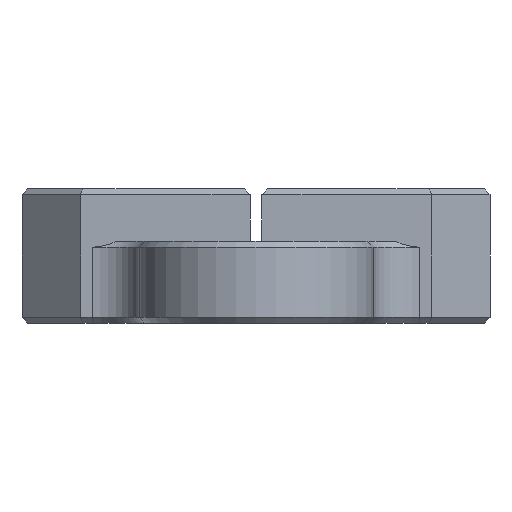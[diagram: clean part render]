
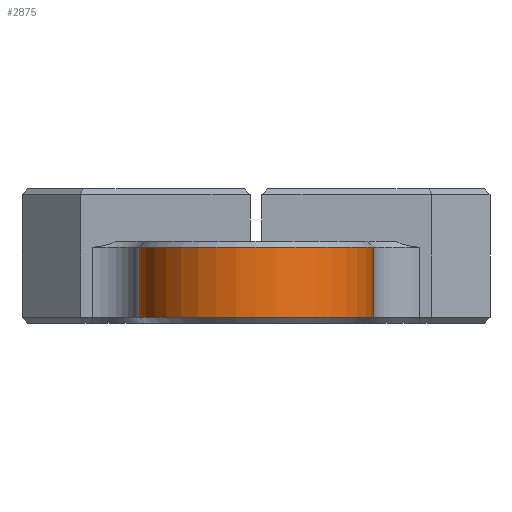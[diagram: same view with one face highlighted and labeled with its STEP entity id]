
A CAD part, front view. The second image highlights one B-rep face of the part: STEP entity #2875.
In plain terms, the highlighted cylindrical face has radius 10 mm (diameter 20 mm), a partial arc.
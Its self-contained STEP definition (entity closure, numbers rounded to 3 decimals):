
#139 = DIRECTION ( 'NONE',  ( -1., 0., 0. ) ) ;
#226 = AXIS2_PLACEMENT_3D ( 'NONE', #7250, #6673, #2679 ) ;
#394 = CARTESIAN_POINT ( 'NONE',  ( -10., -70., 0.5 ) ) ;
#616 = EDGE_LOOP ( 'NONE', ( #4833, #5805, #5737, #1939 ) ) ;
#740 = DIRECTION ( 'NONE',  ( 0., 0., -1. ) ) ;
#1074 = CIRCLE ( 'NONE', #3624, 10. ) ;
#1514 = DIRECTION ( 'NONE',  ( 0., 0., -1. ) ) ;
#1616 = CARTESIAN_POINT ( 'NONE',  ( 0., -70., 0.5 ) ) ;
#1939 = ORIENTED_EDGE ( 'NONE', *, *, #2644, .T. ) ;
#2453 = FACE_OUTER_BOUND ( 'NONE', #616, .T. ) ;
#2644 = EDGE_CURVE ( 'NONE', #4638, #4959, #7224, .T. ) ;
#2679 = DIRECTION ( 'NONE',  ( -1., 0., 0. ) ) ;
#2825 = VERTEX_POINT ( 'NONE', #5781 ) ;
#2875 = ADVANCED_FACE ( 'NONE', ( #2453 ), #6940, .T. ) ;
#3350 = EDGE_CURVE ( 'NONE', #5624, #2825, #1074, .T. ) ;
#3624 = AXIS2_PLACEMENT_3D ( 'NONE', #1616, #5608, #7380 ) ;
#4409 = LINE ( 'NONE', #6702, #5711 ) ;
#4638 = VERTEX_POINT ( 'NONE', #5845 ) ;
#4833 = ORIENTED_EDGE ( 'NONE', *, *, #6527, .T. ) ;
#4959 = VERTEX_POINT ( 'NONE', #5719 ) ;
#5263 = DIRECTION ( 'NONE',  ( 0., 0., -1. ) ) ;
#5311 = VECTOR ( 'NONE', #5263, 1000. ) ;
#5332 = CARTESIAN_POINT ( 'NONE',  ( 0., -70., 7. ) ) ;
#5337 = LINE ( 'NONE', #6425, #5311 ) ;
#5546 = AXIS2_PLACEMENT_3D ( 'NONE', #5332, #740, #139 ) ;
#5608 = DIRECTION ( 'NONE',  ( 0., 0., 1. ) ) ;
#5624 = VERTEX_POINT ( 'NONE', #394 ) ;
#5643 = EDGE_CURVE ( 'NONE', #4638, #2825, #4409, .T. ) ;
#5711 = VECTOR ( 'NONE', #1514, 1000. ) ;
#5719 = CARTESIAN_POINT ( 'NONE',  ( -10., -70., 6.5 ) ) ;
#5737 = ORIENTED_EDGE ( 'NONE', *, *, #5643, .F. ) ;
#5781 = CARTESIAN_POINT ( 'NONE',  ( 10., -70., 0.5 ) ) ;
#5805 = ORIENTED_EDGE ( 'NONE', *, *, #3350, .T. ) ;
#5845 = CARTESIAN_POINT ( 'NONE',  ( 10., -70., 6.5 ) ) ;
#6425 = CARTESIAN_POINT ( 'NONE',  ( -10., -70., 7. ) ) ;
#6527 = EDGE_CURVE ( 'NONE', #4959, #5624, #5337, .T. ) ;
#6673 = DIRECTION ( 'NONE',  ( 0., 0., -1. ) ) ;
#6702 = CARTESIAN_POINT ( 'NONE',  ( 10., -70., 7. ) ) ;
#6940 = CYLINDRICAL_SURFACE ( 'NONE', #5546, 10. ) ;
#7224 = CIRCLE ( 'NONE', #226, 10. ) ;
#7250 = CARTESIAN_POINT ( 'NONE',  ( 0., -70., 6.5 ) ) ;
#7380 = DIRECTION ( 'NONE',  ( -1., 0., 0. ) ) ;
